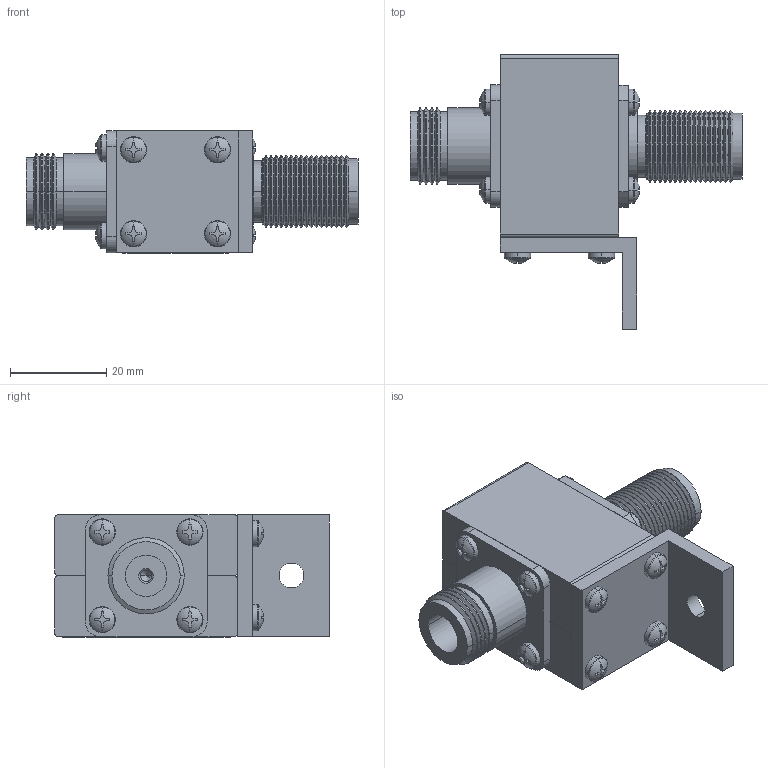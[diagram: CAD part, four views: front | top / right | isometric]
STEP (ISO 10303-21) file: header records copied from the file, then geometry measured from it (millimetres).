
FILE_DESCRIPTION (( 'STEP AP214' ), '1' );
FILE_NAME ('LCSP1024.STEP', '2018-04-17T20:59:46', ( '' ), ( '' ), 'SwSTEP 2.0', 'SolidWorks 2017', '' );
FILE_SCHEMA (( 'AUTOMOTIVE_DESIGN' ));
Length unit declared in the file: inch
Products named in the file (15): 4033-0172; 2011-6100-02; 5210-0018; LCSP1024; 5330-001; 5100-0002; 2011-6101-01; 2011-6100; 2103-190; 9040-0594; MFGTDI-043^9040-0592; 9040-0592; 4001-0061; 2003-3409_BLK; 1081-0251-05
Assembly tree (24 placements, depth 4):
  LCSP1024
    5210-0018
    5100-0002
    2003-3409_BLK
    2011-6101-01
    9040-0592
      4001-0061
      4033-0172
      2011-6100-02
        2011-6100
    9040-0594
      5330-001
      2103-190
    1081-0251-05  x12
  MFGTDI-043^9040-0592
Bounding box: 69.09 x 57.15 x 25.53 mm (x, y, z)
Volume: 30915.6 mm3; surface area: 21678.9 mm2
Topology: 21 solids, 21 shells, 1744 faces, 3843 edges, 2157 vertices
Faces by surface type: cone 718, cylinder 612, plane 356, torus 52, bspline 6
Entity records: 17049 total; most frequent: CARTESIAN_POINT 3141, DIRECTION 2968, ORIENTED_EDGE 2578, EDGE_CURVE 1289, AXIS2_PLACEMENT_3D 1149, VERTEX_POINT 760, LINE 670, VECTOR 670
